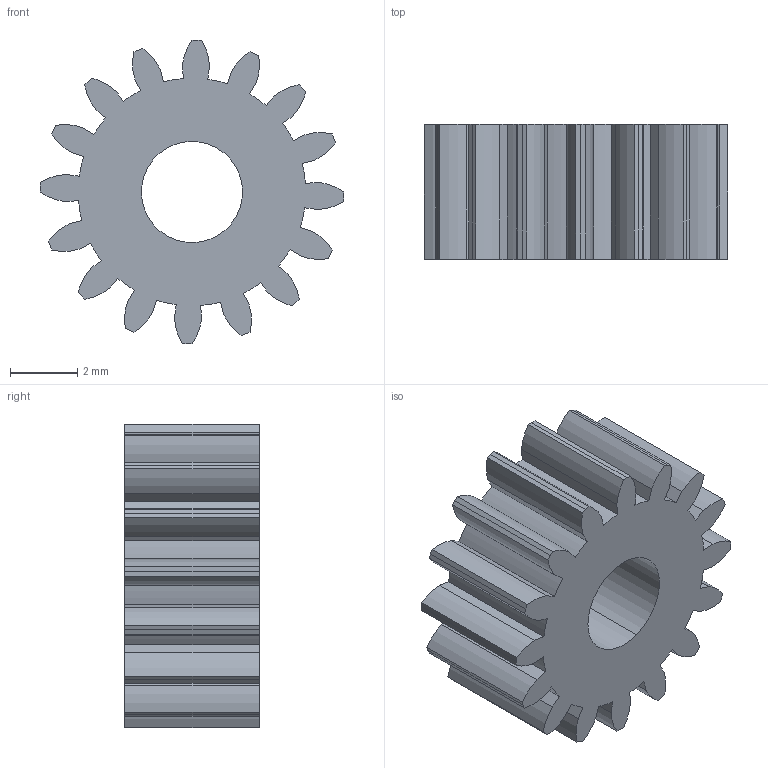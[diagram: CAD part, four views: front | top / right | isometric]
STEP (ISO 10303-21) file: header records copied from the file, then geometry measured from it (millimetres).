
FILE_DESCRIPTION (( 'STEP AP214' ), '1' );
FILE_NAME ('3.STEP', '2025-04-17T19:05:41', ( '' ), ( '' ), 'SwSTEP 2.0', 'SolidWorks 2023', '' );
FILE_SCHEMA (( 'AUTOMOTIVE_DESIGN' ));
Length unit declared in the file: millimetre
Products named in the file (3): 3; MECHANICAL_HAND.stp; GEAR_8mm.stp
Assembly tree (2 placements, depth 3):
  3
    MECHANICAL_HAND.stp
      GEAR_8mm.stp
Bounding box: 9 x 4 x 9 mm (x, y, z)
Volume: 163.1 mm3; surface area: 329.2 mm2
Topology: 1 solids, 1 shells, 116 faces, 342 edges, 228 vertices
Faces by surface type: plane 66, cylinder 50
Entity records: 3971 total; most frequent: CARTESIAN_POINT 692, DIRECTION 686, ORIENTED_EDGE 684, EDGE_CURVE 342, VECTOR 242, LINE 242, VERTEX_POINT 228, AXIS2_PLACEMENT_3D 222
